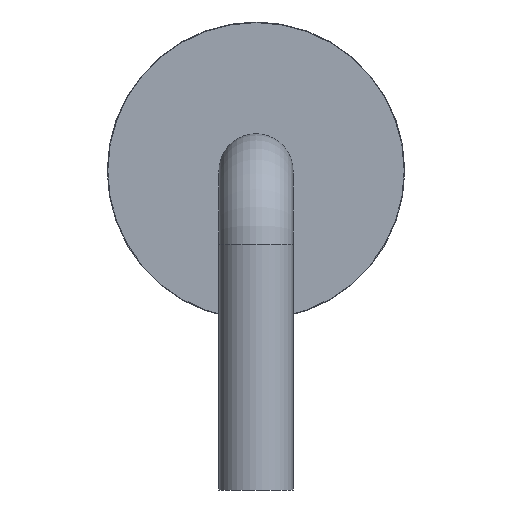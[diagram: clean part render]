
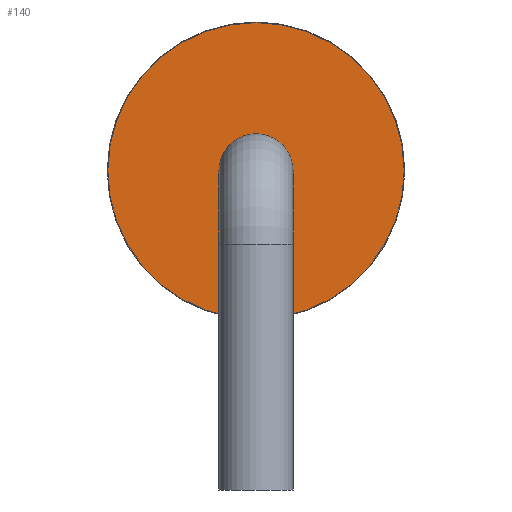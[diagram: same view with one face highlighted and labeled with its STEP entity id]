
A CAD part, left-side view. The second image highlights one B-rep face of the part: STEP entity #140.
In plain terms, the highlighted planar face has unit normal (-1, 0, 0).
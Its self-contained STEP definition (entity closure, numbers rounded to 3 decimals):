
#95 = VERTEX_POINT('',#96);
#96 = CARTESIAN_POINT('',(1.6,0.,5.7));
#102 = EDGE_CURVE('',#95,#95,#103,.T.);
#103 = CIRCLE('',#104,2.6);
#104 = AXIS2_PLACEMENT_3D('',#105,#106,#107);
#105 = CARTESIAN_POINT('',(1.6,0.,3.1));
#106 = DIRECTION('',(1.,0.,0.));
#107 = DIRECTION('',(0.,0.,1.));
#140 = ADVANCED_FACE('',(#141,#144),#155,.F.);
#141 = FACE_BOUND('',#142,.T.);
#142 = EDGE_LOOP('',(#143));
#143 = ORIENTED_EDGE('',*,*,#102,.F.);
#144 = FACE_BOUND('',#145,.T.);
#145 = EDGE_LOOP('',(#146));
#146 = ORIENTED_EDGE('',*,*,#147,.T.);
#147 = EDGE_CURVE('',#148,#148,#150,.T.);
#148 = VERTEX_POINT('',#149);
#149 = CARTESIAN_POINT('',(1.6,0.,2.45));
#150 = CIRCLE('',#151,0.65);
#151 = AXIS2_PLACEMENT_3D('',#152,#153,#154);
#152 = CARTESIAN_POINT('',(1.6,0.,3.1));
#153 = DIRECTION('',(1.,0.,0.));
#154 = DIRECTION('',(0.,0.,-1.));
#155 = PLANE('',#156);
#156 = AXIS2_PLACEMENT_3D('',#157,#158,#159);
#157 = CARTESIAN_POINT('',(1.6,0.,3.1));
#158 = DIRECTION('',(1.,0.,0.));
#159 = DIRECTION('',(0.,0.,1.));
